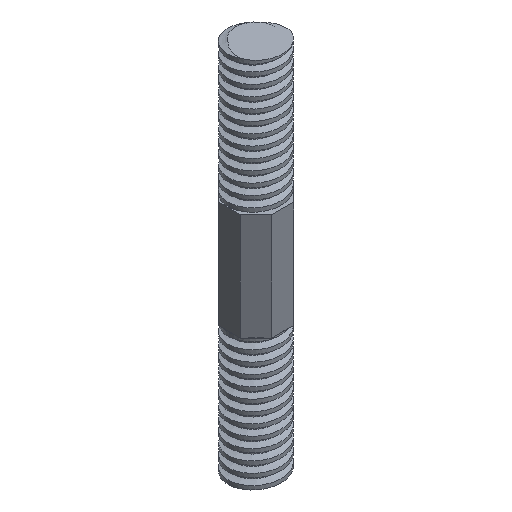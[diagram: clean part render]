
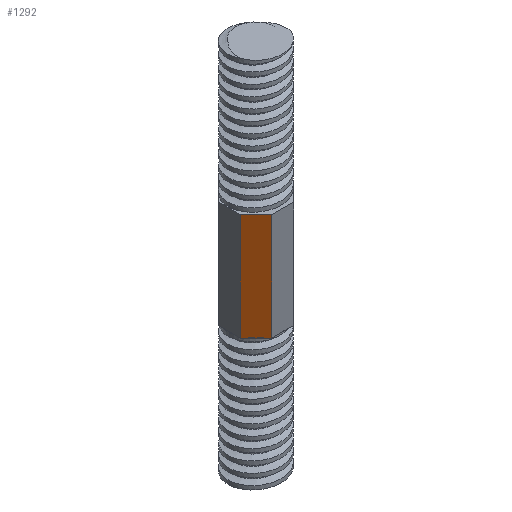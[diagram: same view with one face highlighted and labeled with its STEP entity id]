
A CAD part, isometric view. The second image highlights one B-rep face of the part: STEP entity #1292.
In plain terms, the highlighted planar face has unit normal (-0.707, -0.707, 0).
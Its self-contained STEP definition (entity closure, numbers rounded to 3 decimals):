
#26=PLANE('',#1380);
#98=FACE_OUTER_BOUND('',#170,.T.);
#170=EDGE_LOOP('',(#1153,#1154,#1155,#1156));
#356=LINE('',#7884,#430);
#362=LINE('',#7898,#436);
#371=LINE('',#7915,#445);
#372=LINE('',#7917,#446);
#430=VECTOR('',#1566,10.);
#436=VECTOR('',#1574,10.);
#445=VECTOR('',#1597,10.);
#446=VECTOR('',#1600,10.);
#563=VERTEX_POINT('',#7869);
#570=VERTEX_POINT('',#7882);
#576=VERTEX_POINT('',#7895);
#577=VERTEX_POINT('',#7897);
#759=EDGE_CURVE('',#570,#563,#356,.T.);
#765=EDGE_CURVE('',#576,#577,#362,.T.);
#775=EDGE_CURVE('',#576,#563,#371,.T.);
#776=EDGE_CURVE('',#577,#570,#372,.T.);
#1153=ORIENTED_EDGE('',*,*,#759,.F.);
#1154=ORIENTED_EDGE('',*,*,#776,.F.);
#1155=ORIENTED_EDGE('',*,*,#765,.F.);
#1156=ORIENTED_EDGE('',*,*,#775,.T.);
#1292=ADVANCED_FACE('',(#98),#26,.T.);
#1380=AXIS2_PLACEMENT_3D('',#7916,#1598,#1599);
#1566=DIRECTION('',(0.707,-0.707,0.));
#1574=DIRECTION('',(-0.707,0.707,0.));
#1597=DIRECTION('',(0.,0.,1.));
#1598=DIRECTION('center_axis',(-0.707,-0.707,0.));
#1599=DIRECTION('ref_axis',(0.707,-0.707,0.));
#1600=DIRECTION('',(0.,0.,1.));
#7869=CARTESIAN_POINT('',(-4.142,-10.,90.));
#7882=CARTESIAN_POINT('',(-10.,-4.142,90.));
#7884=CARTESIAN_POINT('',(-4.142,-10.,90.));
#7895=CARTESIAN_POINT('',(-4.142,-10.,50.));
#7897=CARTESIAN_POINT('',(-10.,-4.142,50.));
#7898=CARTESIAN_POINT('',(-4.142,-10.,50.));
#7915=CARTESIAN_POINT('',(-4.142,-10.,70.));
#7916=CARTESIAN_POINT('Origin',(-10.,-4.142,70.));
#7917=CARTESIAN_POINT('',(-10.,-4.142,70.));
